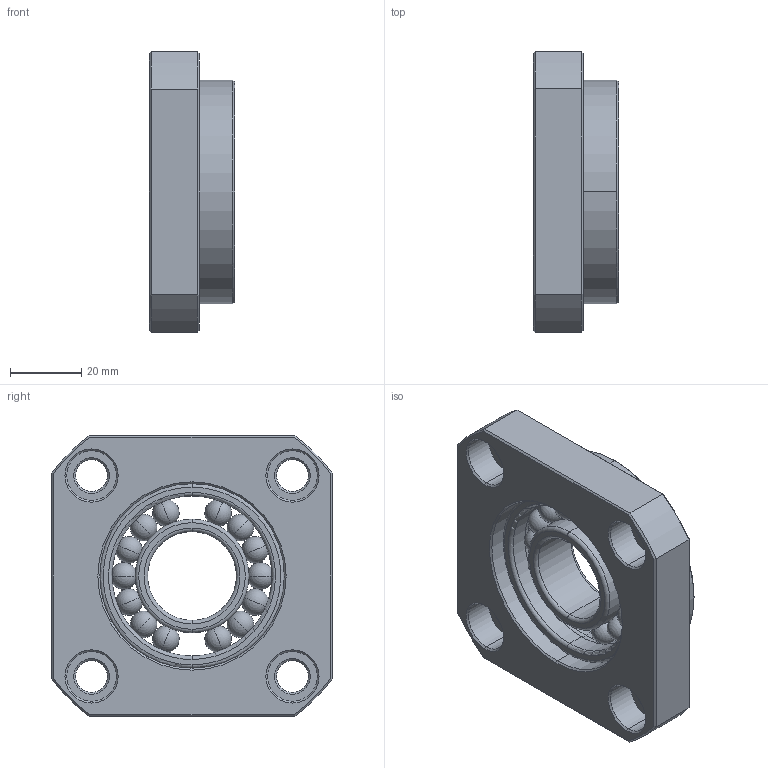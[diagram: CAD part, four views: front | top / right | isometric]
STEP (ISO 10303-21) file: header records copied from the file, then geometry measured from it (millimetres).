
FILE_DESCRIPTION (( 'STEP AP214' ), '1' );
FILE_NAME ('FF25.STEP', '2025-11-07T10:04:59', ( '' ), ( '' ), 'SwSTEP 2.0', 'SolidWorks 2024', '' );
FILE_SCHEMA (( 'AUTOMOTIVE_DESIGN' ));
Length unit declared in the file: millimetre
Products named in the file (1): FF25
Bounding box: 24 x 79 x 79 mm (x, y, z)
Surface area: 28267.8 mm2 (no closed solid volume)
Topology: 0 solids, 17 shells, 444 faces, 1132 edges, 694 vertices
Faces by surface type: plane 187, bspline 105, sphere 56, cone 38, cylinder 34, torus 24
Entity records: 19160 total; most frequent: CARTESIAN_POINT 9486, ORIENTED_EDGE 2092, DIRECTION 1634, EDGE_CURVE 1048, VERTEX_POINT 666, LINE 602, VECTOR 602, AXIS2_PLACEMENT_3D 516
